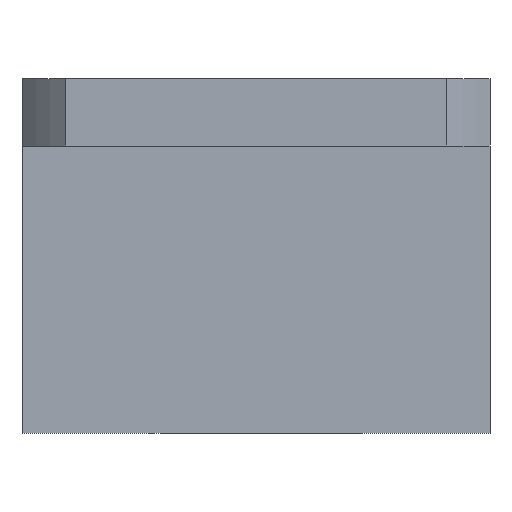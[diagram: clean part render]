
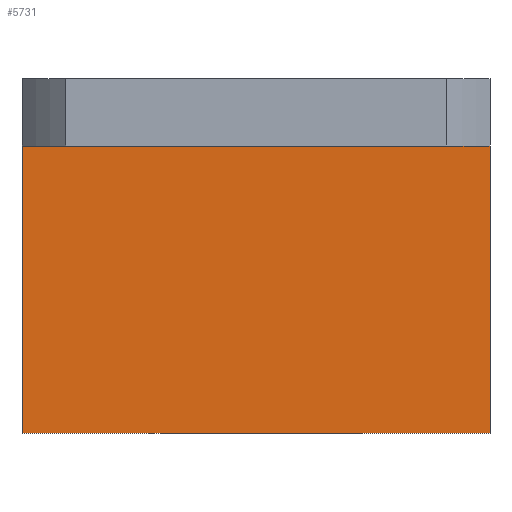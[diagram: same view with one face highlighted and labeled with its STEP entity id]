
A CAD part, front view. The second image highlights one B-rep face of the part: STEP entity #5731.
In plain terms, the highlighted planar face has unit normal (0, -1, 0).
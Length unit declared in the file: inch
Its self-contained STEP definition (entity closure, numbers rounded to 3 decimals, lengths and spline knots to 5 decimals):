
#132 = FACE_OUTER_BOUND ( 'NONE', #3390, .T. ) ;
#1146 = EDGE_CURVE ( 'NONE', #5517, #2559, #10829, .T. ) ;
#1845 = LINE ( 'NONE', #14098, #16098 ) ;
#2055 = LINE ( 'NONE', #17479, #2491 ) ;
#2491 = VECTOR ( 'NONE', #5365, 39.37008 ) ;
#2559 = VERTEX_POINT ( 'NONE', #4666 ) ;
#3124 = DIRECTION ( 'NONE',  ( -1., 0., 0. ) ) ;
#3386 = ORIENTED_EDGE ( 'NONE', *, *, #1146, .T. ) ;
#3390 = EDGE_LOOP ( 'NONE', ( #12902, #3386, #7497, #6364 ) ) ;
#3979 = CARTESIAN_POINT ( 'NONE',  ( 0.66, -0.335, -1. ) ) ;
#4507 = EDGE_CURVE ( 'NONE', #15598, #14274, #1845, .T. ) ;
#4666 = CARTESIAN_POINT ( 'NONE',  ( -0.66, -0.335, -1. ) ) ;
#4726 = DIRECTION ( 'NONE',  ( 0., 1., 0. ) ) ;
#4964 = EDGE_CURVE ( 'NONE', #5517, #15598, #2055, .T. ) ;
#5006 = CARTESIAN_POINT ( 'NONE',  ( 0.66, -0.335, -0.19 ) ) ;
#5365 = DIRECTION ( 'NONE',  ( 1., 0., 0. ) ) ;
#5517 = VERTEX_POINT ( 'NONE', #9649 ) ;
#5731 = ADVANCED_FACE ( 'NONE', ( #132 ), #11183, .F. ) ;
#6364 = ORIENTED_EDGE ( 'NONE', *, *, #4507, .F. ) ;
#7497 = ORIENTED_EDGE ( 'NONE', *, *, #11359, .F. ) ;
#8472 = CARTESIAN_POINT ( 'NONE',  ( 0.66, -0.335, -1. ) ) ;
#8734 = DIRECTION ( 'NONE',  ( 0., 0., -1. ) ) ;
#9649 = CARTESIAN_POINT ( 'NONE',  ( -0.66, -0.335, -0.19 ) ) ;
#9731 = AXIS2_PLACEMENT_3D ( 'NONE', #14289, #4726, #12793 ) ;
#10053 = DIRECTION ( 'NONE',  ( 0., 0., -1. ) ) ;
#10829 = LINE ( 'NONE', #11274, #14452 ) ;
#11183 = PLANE ( 'NONE',  #9731 ) ;
#11274 = CARTESIAN_POINT ( 'NONE',  ( -0.66, -0.335, 0. ) ) ;
#11359 = EDGE_CURVE ( 'NONE', #14274, #2559, #16529, .T. ) ;
#12793 = DIRECTION ( 'NONE',  ( 0., 0., 1. ) ) ;
#12902 = ORIENTED_EDGE ( 'NONE', *, *, #4964, .F. ) ;
#14098 = CARTESIAN_POINT ( 'NONE',  ( 0.66, -0.335, 0. ) ) ;
#14274 = VERTEX_POINT ( 'NONE', #3979 ) ;
#14289 = CARTESIAN_POINT ( 'NONE',  ( 0.66, -0.335, 0. ) ) ;
#14452 = VECTOR ( 'NONE', #8734, 39.37008 ) ;
#15598 = VERTEX_POINT ( 'NONE', #5006 ) ;
#16098 = VECTOR ( 'NONE', #10053, 39.37008 ) ;
#16529 = LINE ( 'NONE', #8472, #16753 ) ;
#16753 = VECTOR ( 'NONE', #3124, 39.37008 ) ;
#17479 = CARTESIAN_POINT ( 'NONE',  ( 0., -0.335, -0.19 ) ) ;
